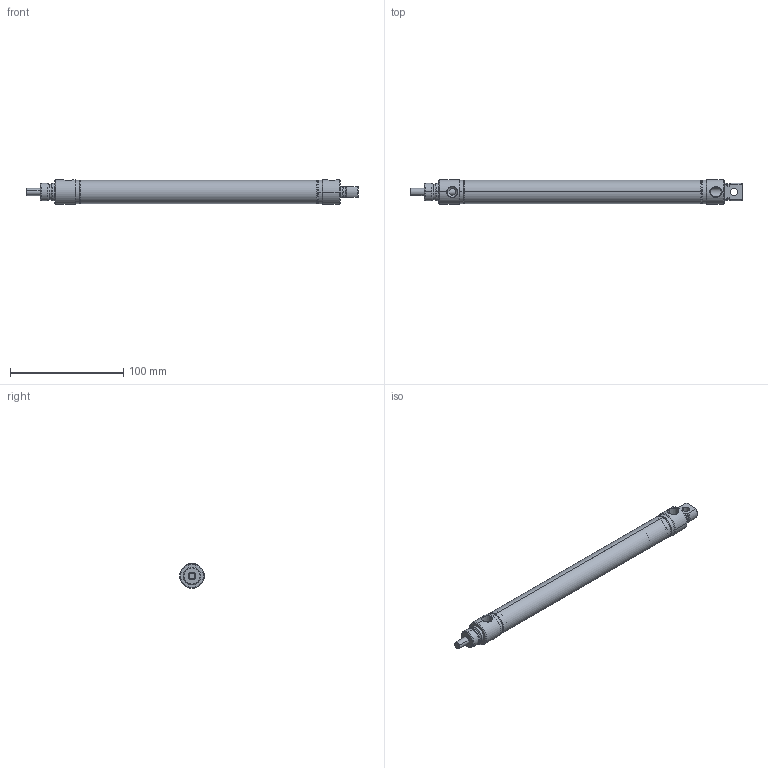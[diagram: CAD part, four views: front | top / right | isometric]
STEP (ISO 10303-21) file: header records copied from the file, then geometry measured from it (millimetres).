
FILE_DESCRIPTION (( 'STEP AP203' ), '1' );
FILE_NAME ('am-2034_7 075IN Bore SMC Air Cylinder.STEP', '2021-06-18T15:21:38', ( '' ), ( '' ), 'SwSTEP 2.0', 'SolidWorks 2021', '' );
FILE_SCHEMA (( 'CONFIG_CONTROL_DESIGN' ));
Length unit declared in the file: millimetre
Products named in the file (5): SR_047_DP_2x_D_9__3; am-2034_7 075IN Bore SMC Air Cylinder; SR_047_DP_2x_D_9__8; SR_047_DP_2x_D_9__12; SR_047_DP_2x_D_9__10
Assembly tree (4 placements, depth 2):
  am-2034_7 075IN Bore SMC Air Cylinder
    SR_047_DP_2x_D_9__3
    SR_047_DP_2x_D_9__8
    SR_047_DP_2x_D_9__10
    SR_047_DP_2x_D_9__12
Bounding box: 292.91 x 21.91 x 21.91 mm (x, y, z)
Volume: 40269.8 mm3; surface area: 41300.8 mm2
Topology: 4 solids, 4 shells, 164 faces, 399 edges, 248 vertices
Faces by surface type: cone 62, cylinder 59, plane 23, torus 20
Entity records: 5671 total; most frequent: CARTESIAN_POINT 1189, DIRECTION 918, ORIENTED_EDGE 794, EDGE_CURVE 397, AXIS2_PLACEMENT_3D 395, VERTEX_POINT 248, CIRCLE 224, EDGE_LOOP 181
